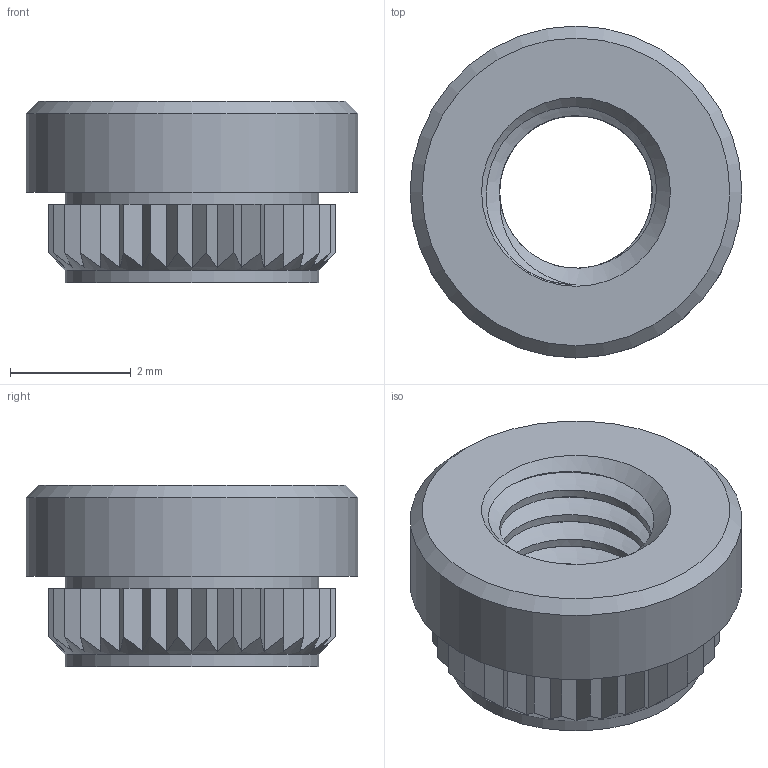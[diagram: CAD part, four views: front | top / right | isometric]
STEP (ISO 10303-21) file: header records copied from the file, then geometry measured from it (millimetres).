
FILE_DESCRIPTION(/* description */ (''),/* implementation_level */ '2;1');
FILE_NAME(/* name */ 'M3 Self Clinching Nut.step',/* time_stamp */ '2024-06-12T13:38:00+08:00',/* author */ (''),/* organization */ (''),/* preprocessor_version */ 'ST-DEVELOPER v20',/* originating_system */ 'Autodesk Translation Framework v13.14.0.145',/* authorisation */ '');
FILE_SCHEMA (('AUTOMOTIVE_DESIGN { 1 0 10303 214 3 1 1 }'));
Length unit declared in the file: millimetre
Products named in the file (1): Sunk Nut
Bounding box: 5.5 x 5.5 x 3 mm (x, y, z)
Volume: 40.1 mm3; surface area: 129.6 mm2
Topology: 1 solids, 1 shells, 90 faces, 255 edges, 169 vertices
Faces by surface type: plane 68, cylinder 16, cone 4, bspline 2
Full cylindrical faces by diameter (mm): 2.529 x2, 3.086 x1, 4.2 x2, 5.5 x1
Entity records: 4007 total; most frequent: CARTESIAN_POINT 1872, ORIENTED_EDGE 510, DIRECTION 350, EDGE_CURVE 255, VERTEX_POINT 169, LINE 146, VECTOR 146, AXIS2_PLACEMENT_3D 102
